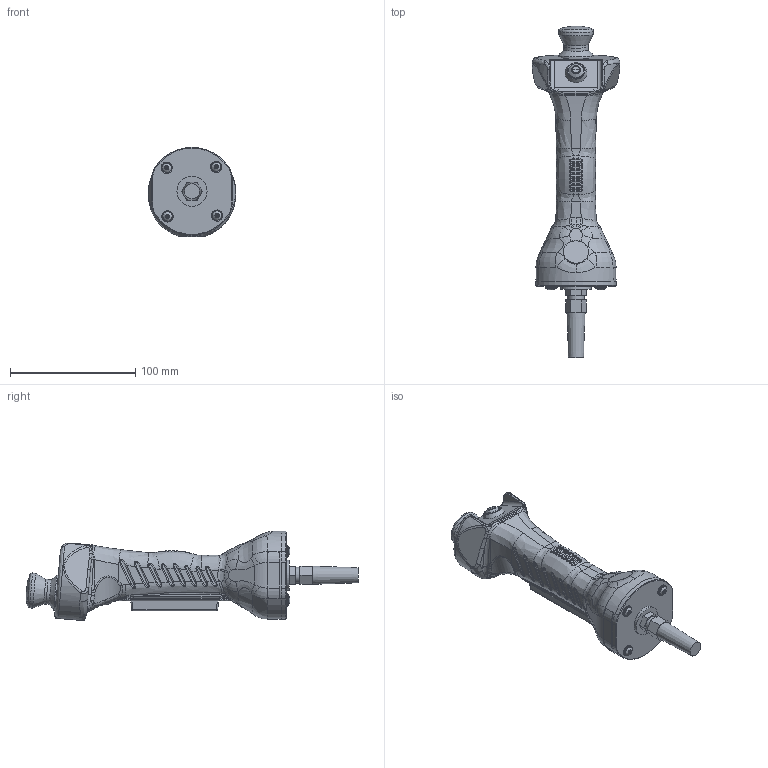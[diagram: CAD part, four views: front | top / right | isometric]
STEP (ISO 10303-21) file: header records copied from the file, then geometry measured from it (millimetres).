
FILE_DESCRIPTION (( 'STEP AP214' ), '1' );
FILE_NAME ('ZEUS11-120000.STEP', '2022-06-28T18:14:03', ( '' ), ( '' ), 'SwSTEP 2.0', 'SolidWorks 2021', '' );
FILE_SCHEMA (( 'AUTOMOTIVE_DESIGN' ));
Length unit declared in the file: inch
Products named in the file (1): ZEUS11-120000
Bounding box: 70 x 265.15 x 71.2 mm (x, y, z)
Volume: 397647.7 mm3; surface area: 83380.5 mm2
Topology: 21 solids, 21 shells, 1384 faces, 3366 edges, 2096 vertices
Faces by surface type: plane 477, cylinder 459, bspline 408, cone 40
Full cylindrical faces by diameter (mm): 1 x5, 2.5 x2, 2.8 x2, 4 x4, 4.05 x1, 4.2 x2, 4.3 x4, 4.4 x2, 4.5 x4, 4.572 x2, 5 x4, 5.2 x1, 6 x2, 7.5 x4, 7.6 x1, 8.4 x2, 8.6 x1, 8.7 x1, 9 x4, 9.45 x1, 9.5 x1, 10.3 x1, 11 x1, 11.7 x2, 12 x1, 12.4 x1, 13 x1, 14 x1, 17.5 x1, 18.5 x1
Entity records: 76152 total; most frequent: CARTESIAN_POINT 47792, ORIENTED_EDGE 6476, DIRECTION 4669, EDGE_CURVE 3238, VERTEX_POINT 2066, AXIS2_PLACEMENT_3D 1724, EDGE_LOOP 1592, FACE_OUTER_BOUND 1463
